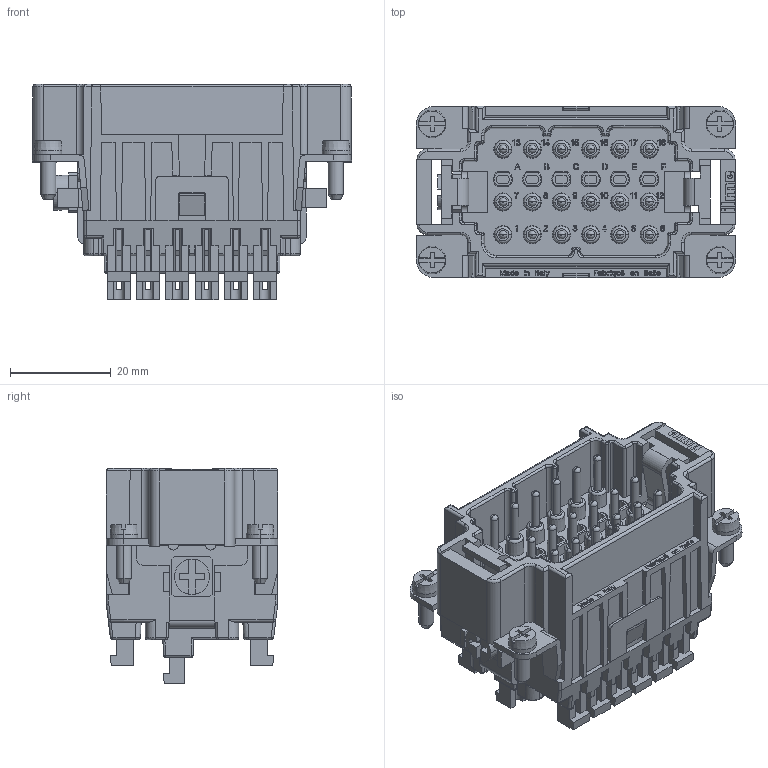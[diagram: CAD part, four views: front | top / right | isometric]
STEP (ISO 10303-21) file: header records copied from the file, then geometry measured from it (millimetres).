
FILE_DESCRIPTION(('Creo Elements/Direct Modeling STEP Export'),'2;1');
FILE_NAME('0lndrr043j4rr7d4804','2016-07-06T 9:47:25',(''),(''),'PTC Creo Elements/Direct Modeling STEP processor for AP214 (Solid Model)','PTC Creo Elements/Direct Modeling 19.0B 21-Mar-2015 (C) Parametric Technology GmbH','');
FILE_SCHEMA(('AUTOMOTIVE_DESIGN { 1 0 10303 214 1 1 1 1 }'));
Products named in the file (2): CDSHM_18
Assembly tree (1 placements, depth 2):
  CDSHM_18
    CDSHM_18
Bounding box: 63.3 x 34 x 42.7 mm (x, y, z)
Volume: 37554.9 mm3; surface area: 25328.7 mm2
Topology: 1 solids, 2 shells, 2353 faces, 9108 edges, 6891 vertices
Faces by surface type: plane 1465, cylinder 530, torus 183, cone 88, bspline 54, sphere 17, extrusion 16
Entity records: 127395 total; most frequent: CARTESIAN_POINT 31227, ORIENTED_EDGE 18182, DIRECTION 13852, EDGE_CURVE 9091, VECTOR 7128, LINE 7112, VERTEX_POINT 6891, AXIS2_PLACEMENT_3D 3362
